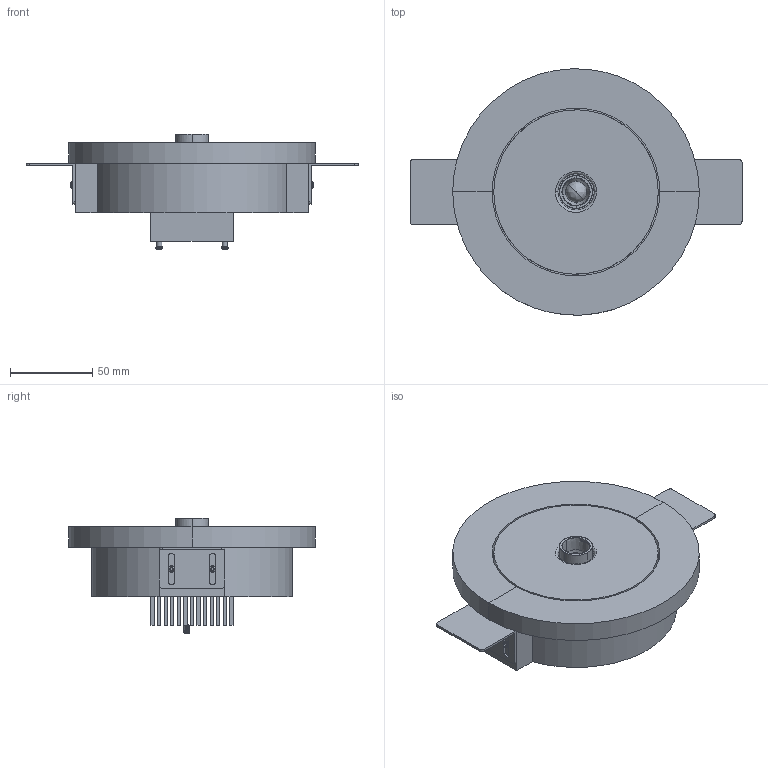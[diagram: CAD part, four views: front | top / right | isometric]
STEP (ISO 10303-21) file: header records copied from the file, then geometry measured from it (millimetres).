
FILE_DESCRIPTION(/* description */ (''),/* implementation_level */ '2;1');
FILE_NAME(/* name */ 'T468_Rhodia_Driver a bordo',/* time_stamp */ '2023-10-05T11:21:34+02:00',/* author */ (''),/* organization */ (''),/* preprocessor_version */ 'ST-DEVELOPER v16.5',/* originating_system */ 'Rhino 7.32',/* authorisation */ '');
FILE_SCHEMA (('CONFIG_CONTROL_DESIGN'));
Length unit declared in the file: millimetre
Products named in the file (1): Document
Bounding box: 202 x 149.88 x 70 mm (x, y, z)
Volume: 495622 mm3; surface area: 160702 mm2
Topology: 39 solids, 39 shells, 1682 faces, 4507 edges, 2940 vertices
Faces by surface type: cylinder 780, plane 540, bspline 362
Entity records: 61254 total; most frequent: CARTESIAN_POINT 33531, ORIENTED_EDGE 8992, EDGE_CURVE 4496, VERTEX_POINT 2924, B_SPLINE_CURVE_WITH_KNOTS 1967, EDGE_LOOP 1764, ADVANCED_FACE 1682, FACE_OUTER_BOUND 1682
